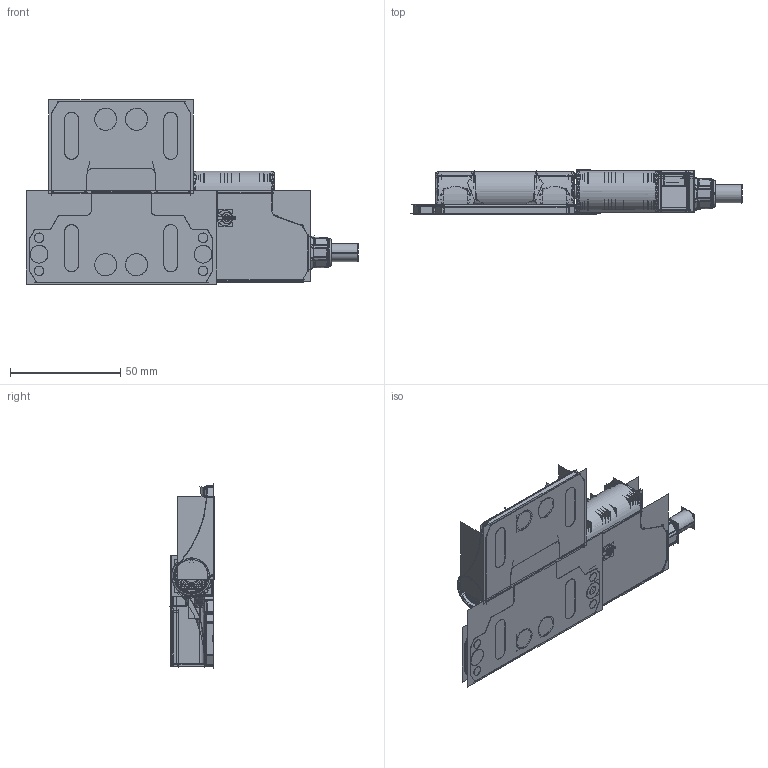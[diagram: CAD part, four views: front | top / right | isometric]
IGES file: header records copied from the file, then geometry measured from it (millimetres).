
Start section:  PTC IGES file: 210925.igs
Global section: file name: 210925.igs; native system: Creo Parametric by PTC Inc.; preprocessor: 2018300; author: pdmadmin; organization: Unknown; date: 20190315.094629; units: millimetre
Bounding box: 150.66 x 20.16 x 83.64 mm (x, y, z)
Volume: 62117.1 mm3; surface area: 188941 mm2
Topology: 2 solids, 2 shells, 4324 faces, 22194 edges, 27875 vertices
Faces by surface type: revolution 2350, bspline 1974
